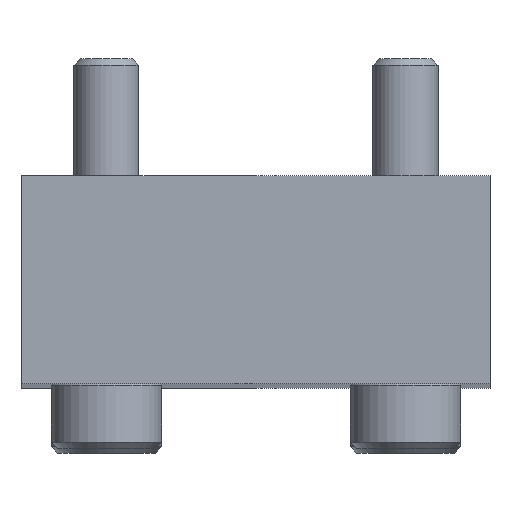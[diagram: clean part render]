
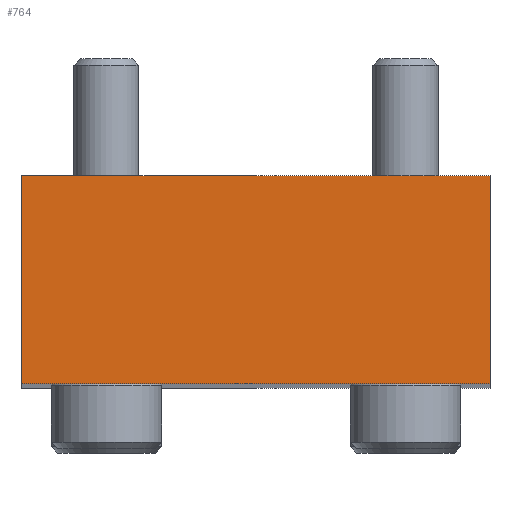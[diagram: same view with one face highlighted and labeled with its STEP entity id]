
A CAD part, top view. The second image highlights one B-rep face of the part: STEP entity #764.
In plain terms, the highlighted face is planar.
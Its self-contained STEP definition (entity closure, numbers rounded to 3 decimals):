
#83=LINE('',#1237,#113);
#86=LINE('',#1243,#116);
#87=LINE('',#1245,#117);
#88=LINE('',#1247,#118);
#113=VECTOR('',#975,1000.);
#116=VECTOR('',#980,1000.);
#117=VECTOR('',#981,1000.);
#118=VECTOR('',#982,1000.);
#150=ORIENTED_EDGE('',*,*,#326,.T.);
#151=ORIENTED_EDGE('',*,*,#327,.F.);
#152=ORIENTED_EDGE('',*,*,#328,.F.);
#153=ORIENTED_EDGE('',*,*,#323,.T.);
#323=EDGE_CURVE('',#412,#411,#83,.T.);
#326=EDGE_CURVE('',#411,#414,#86,.T.);
#327=EDGE_CURVE('',#415,#414,#87,.T.);
#328=EDGE_CURVE('',#412,#415,#88,.T.);
#411=VERTEX_POINT('',#1236);
#412=VERTEX_POINT('',#1238);
#414=VERTEX_POINT('',#1244);
#415=VERTEX_POINT('',#1246);
#530=EDGE_LOOP('',(#150,#151,#152,#153));
#636=FACE_BOUND('',#530,.T.);
#739=PLANE('',#852);
#764=ADVANCED_FACE('',(#636),#739,.F.);
#852=AXIS2_PLACEMENT_3D('',#1242,#978,#979);
#975=DIRECTION('',(0.,0.,-1.));
#978=DIRECTION('',(1.,0.,0.));
#979=DIRECTION('',(0.,0.,-1.));
#980=DIRECTION('',(0.,-1.,0.));
#981=DIRECTION('',(0.,0.,-1.));
#982=DIRECTION('',(0.,-1.,0.));
#1236=CARTESIAN_POINT('',(-102.,36.,0.));
#1237=CARTESIAN_POINT('',(-102.,36.,16.));
#1238=CARTESIAN_POINT('',(-102.,36.,16.));
#1242=CARTESIAN_POINT('',(-102.,36.,16.));
#1243=CARTESIAN_POINT('',(-102.,36.,0.));
#1244=CARTESIAN_POINT('',(-102.,0.,0.));
#1245=CARTESIAN_POINT('',(-102.,0.,16.));
#1246=CARTESIAN_POINT('',(-102.,0.,16.));
#1247=CARTESIAN_POINT('',(-102.,36.,16.));
